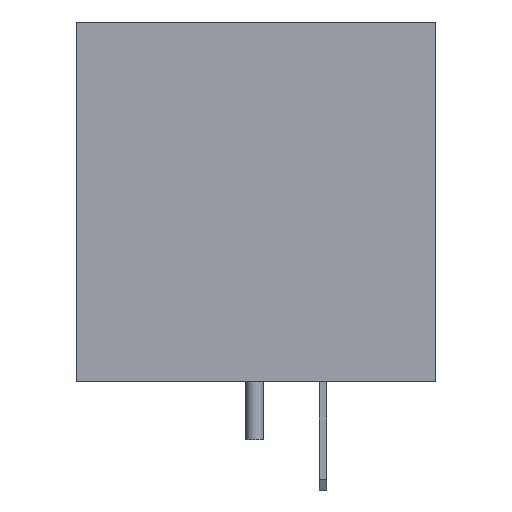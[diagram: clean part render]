
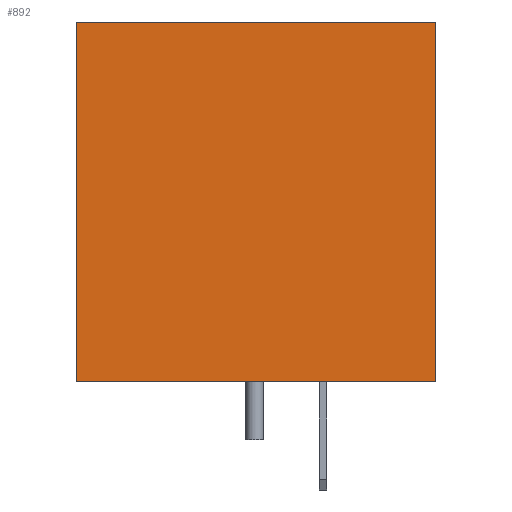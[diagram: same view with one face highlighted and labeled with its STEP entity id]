
A CAD part, left-side view. The second image highlights one B-rep face of the part: STEP entity #892.
In plain terms, the highlighted planar face has unit normal (-1, 0, 0).
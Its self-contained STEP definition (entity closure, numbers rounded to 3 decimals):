
#245 = VERTEX_POINT('',#246);
#246 = CARTESIAN_POINT('',(-12.56,17.16,-0.01));
#252 = EDGE_CURVE('',#245,#253,#255,.T.);
#253 = VERTEX_POINT('',#254);
#254 = CARTESIAN_POINT('',(-12.56,-7.84,-0.01));
#255 = LINE('',#256,#257);
#256 = CARTESIAN_POINT('',(-12.56,17.16,-0.01));
#257 = VECTOR('',#258,1.);
#258 = DIRECTION('',(0.,-1.,0.));
#527 = VERTEX_POINT('',#528);
#528 = CARTESIAN_POINT('',(-12.56,17.16,24.99));
#534 = EDGE_CURVE('',#527,#535,#537,.T.);
#535 = VERTEX_POINT('',#536);
#536 = CARTESIAN_POINT('',(-12.56,-7.84,24.99));
#537 = LINE('',#538,#539);
#538 = CARTESIAN_POINT('',(-12.56,17.16,24.99));
#539 = VECTOR('',#540,1.);
#540 = DIRECTION('',(0.,-1.,0.));
#840 = EDGE_CURVE('',#253,#535,#841,.T.);
#841 = LINE('',#842,#843);
#842 = CARTESIAN_POINT('',(-12.56,-7.84,-0.01));
#843 = VECTOR('',#844,1.);
#844 = DIRECTION('',(0.,0.,1.));
#881 = EDGE_CURVE('',#245,#527,#882,.T.);
#882 = LINE('',#883,#884);
#883 = CARTESIAN_POINT('',(-12.56,17.16,-0.01));
#884 = VECTOR('',#885,1.);
#885 = DIRECTION('',(0.,0.,1.));
#892 = ADVANCED_FACE('',(#893),#899,.F.);
#893 = FACE_BOUND('',#894,.F.);
#894 = EDGE_LOOP('',(#895,#896,#897,#898));
#895 = ORIENTED_EDGE('',*,*,#881,.T.);
#896 = ORIENTED_EDGE('',*,*,#534,.T.);
#897 = ORIENTED_EDGE('',*,*,#840,.F.);
#898 = ORIENTED_EDGE('',*,*,#252,.F.);
#899 = PLANE('',#900);
#900 = AXIS2_PLACEMENT_3D('',#901,#902,#903);
#901 = CARTESIAN_POINT('',(-12.56,17.16,-0.01));
#902 = DIRECTION('',(1.,0.,0.));
#903 = DIRECTION('',(0.,-1.,0.));
